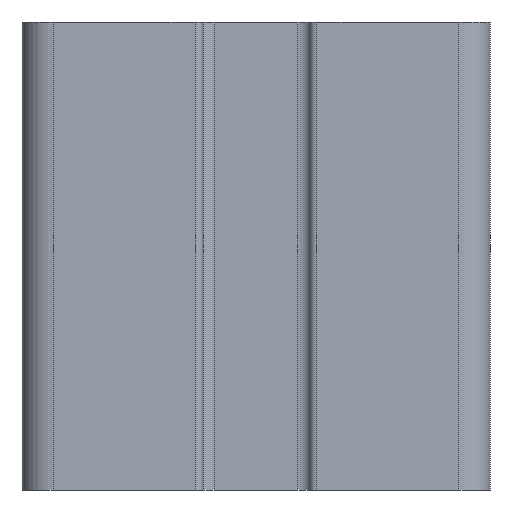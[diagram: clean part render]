
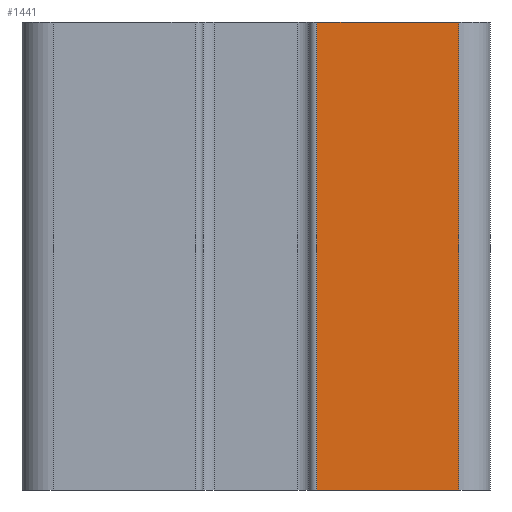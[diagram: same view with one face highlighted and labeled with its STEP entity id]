
A CAD part, front view. The second image highlights one B-rep face of the part: STEP entity #1441.
In plain terms, the highlighted planar face has unit normal (0, -1, 0).
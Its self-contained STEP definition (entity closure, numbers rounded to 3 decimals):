
#31=PLANE('',#1562);
#85=FACE_OUTER_BOUND('',#160,.T.);
#160=EDGE_LOOP('',(#1056,#1057,#1058,#1059));
#265=LINE('',#2277,#410);
#266=LINE('',#2280,#411);
#267=LINE('',#2282,#412);
#268=LINE('',#2283,#413);
#410=VECTOR('',#1833,10.);
#411=VECTOR('',#1836,10.);
#412=VECTOR('',#1837,10.);
#413=VECTOR('',#1838,10.);
#631=VERTEX_POINT('',#2273);
#632=VERTEX_POINT('',#2275);
#633=VERTEX_POINT('',#2279);
#634=VERTEX_POINT('',#2281);
#807=EDGE_CURVE('',#631,#632,#265,.T.);
#808=EDGE_CURVE('',#631,#633,#266,.T.);
#809=EDGE_CURVE('',#634,#632,#267,.T.);
#810=EDGE_CURVE('',#633,#634,#268,.T.);
#1056=ORIENTED_EDGE('',*,*,#808,.F.);
#1057=ORIENTED_EDGE('',*,*,#807,.T.);
#1058=ORIENTED_EDGE('',*,*,#809,.F.);
#1059=ORIENTED_EDGE('',*,*,#810,.F.);
#1441=ADVANCED_FACE('',(#85),#31,.T.);
#1562=AXIS2_PLACEMENT_3D('',#2278,#1834,#1835);
#1833=DIRECTION('',(0.,0.,1.));
#1834=DIRECTION('center_axis',(0.,-1.,0.));
#1835=DIRECTION('ref_axis',(1.,0.,0.));
#1836=DIRECTION('',(-1.,0.,0.));
#1837=DIRECTION('',(1.,0.,0.));
#1838=DIRECTION('',(0.,0.,1.));
#2273=CARTESIAN_POINT('',(6.5,-7.5,0.));
#2275=CARTESIAN_POINT('',(6.5,-7.5,15.));
#2277=CARTESIAN_POINT('',(6.5,-7.5,0.));
#2278=CARTESIAN_POINT('Origin',(1.95,-7.5,0.));
#2279=CARTESIAN_POINT('',(1.95,-7.5,0.));
#2280=CARTESIAN_POINT('',(6.5,-7.5,0.));
#2281=CARTESIAN_POINT('',(1.95,-7.5,15.));
#2282=CARTESIAN_POINT('',(6.5,-7.5,15.));
#2283=CARTESIAN_POINT('',(1.95,-7.5,0.));
